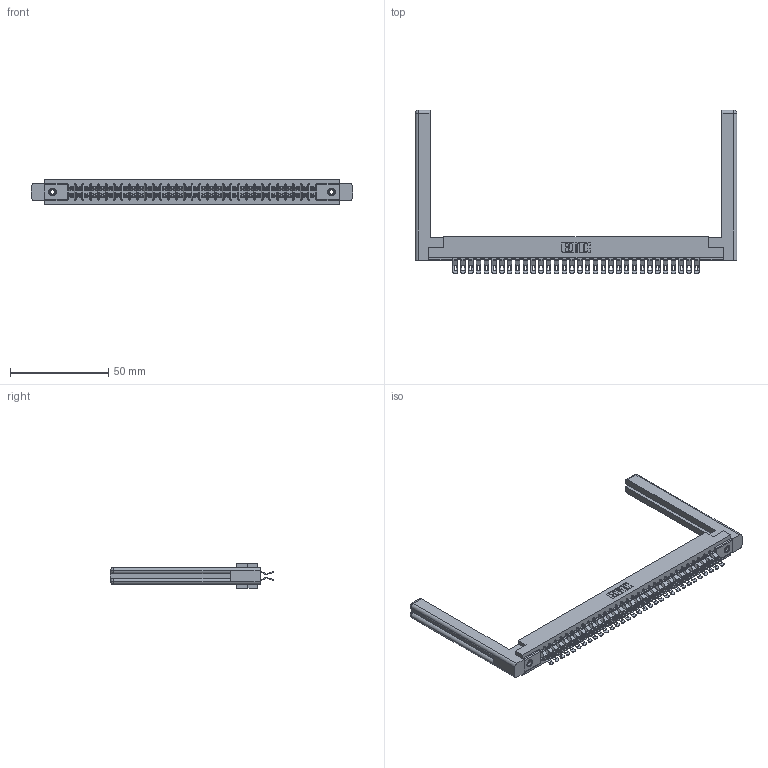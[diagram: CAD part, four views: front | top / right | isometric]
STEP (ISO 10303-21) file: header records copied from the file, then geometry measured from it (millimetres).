
FILE_DESCRIPTION (( 'STEP AP203' ), '1' );
FILE_NAME ('307-064-555-258.STEP', '2019-09-06T16:57:51', ( '' ), ( '' ), 'SwSTEP 2.0', 'SolidWorks 2016', '' );
FILE_SCHEMA (( 'CONFIG_CONTROL_DESIGN' ));
Length unit declared in the file: inch
Products named in the file (5): 345-250-001_345-250-001-102; 307 Part_.156 Dia Mounting Holes; 307-064-555-258; 307-290-001_555; 307-220-058
Assembly tree (69 placements, depth 2):
  307-064-555-258
    307 Part_.156 Dia Mounting Holes
    307-290-001_555  x64
    307-220-058  x2
    345-250-001_345-250-001-102  x2
Bounding box: 163.42 x 83.06 x 12.7 mm (x, y, z)
Volume: 24627.4 mm3; surface area: 27159.8 mm2
Topology: 69 solids, 69 shells, 4197 faces, 12261 edges, 7986 vertices
Faces by surface type: plane 2330, cylinder 1777, sphere 66, torus 12, cone 12
Entity records: 32860 total; most frequent: CARTESIAN_POINT 5403, ORIENTED_EDGE 5298, DIRECTION 5261, EDGE_CURVE 2649, LINE 2013, VECTOR 2013, VERTEX_POINT 1712, AXIS2_PLACEMENT_3D 1624
